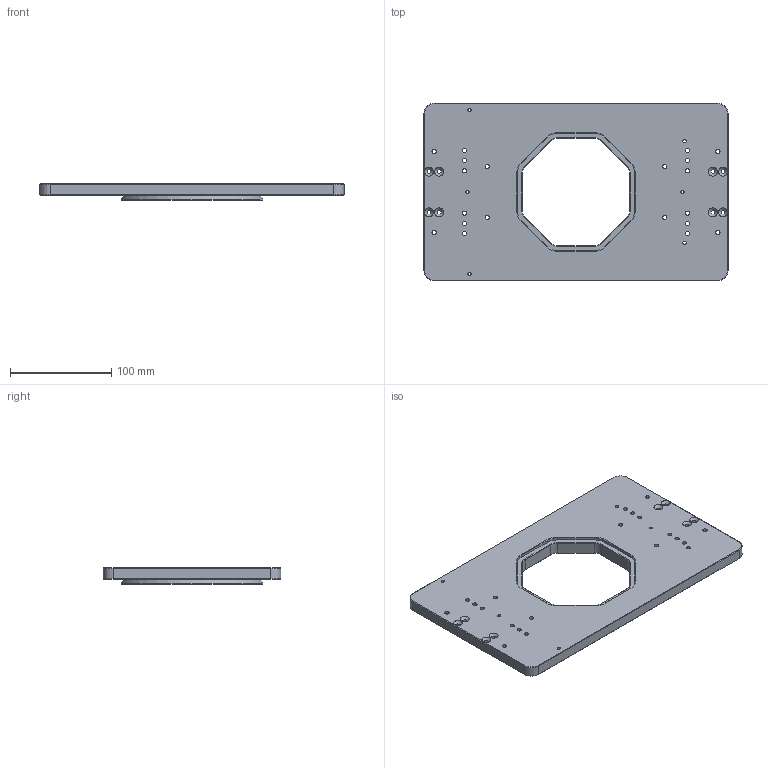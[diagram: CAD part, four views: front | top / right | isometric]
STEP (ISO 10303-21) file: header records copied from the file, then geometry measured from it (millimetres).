
FILE_DESCRIPTION(/* description */ ('Unknown'),/* implementation_level */ '2;1');
FILE_NAME(/* name */ 'OpenFrame - Stage Adapter',/* time_stamp */ '2023-03-03T12:26:49+00:00',/* author */ ('Unknown'),/* organization */ ('Unknown'),/* preprocessor_version */ 'ST-DEVELOPER v18.1',/* originating_system */ 'Solid Edge',/* authorisation */ 'Unknown');
FILE_SCHEMA (('AUTOMOTIVE_DESIGN {1 0 10303 214 3 1 1}'));
Length unit declared in the file: millimetre
Products named in the file (1): OpenFrame - Stage Adapter
Bounding box: 300 x 175 x 16 mm (x, y, z)
Volume: 490178.5 mm3; surface area: 109220.9 mm2
Topology: 1 solids, 1 shells, 176 faces, 446 edges, 286 vertices
Faces by surface type: plane 68, cylinder 67, cone 41
Full cylindrical faces by diameter (mm): 2.459 x4, 3.242 x6, 4 x16, 4.134 x20, 140 x1
Entity records: 6078 total; most frequent: DIRECTION 880, CARTESIAN_POINT 775, ORIENTED_EDGE 702, AXIS2_PLACEMENT_3D 352, EDGE_CURVE 351, EDGE_LOOP 316, FACE_BOUND 316, VERTEX_POINT 247
